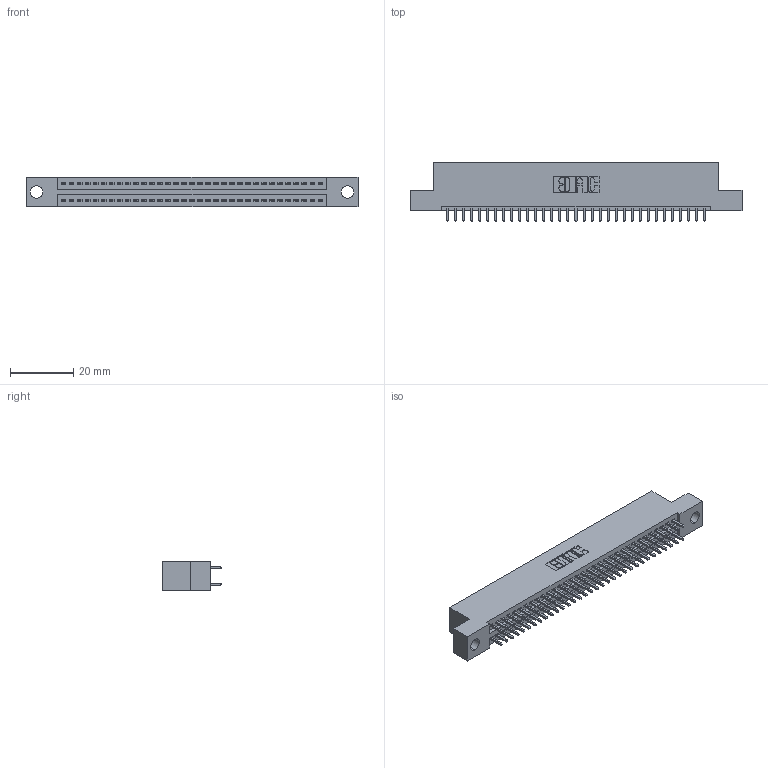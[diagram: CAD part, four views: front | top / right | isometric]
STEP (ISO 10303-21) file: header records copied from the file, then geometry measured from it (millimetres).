
FILE_DESCRIPTION (( 'STEP AP203' ), '1' );
FILE_NAME ('395-066-521-204.STEP', '2018-11-25T01:08:54', ( '' ), ( '' ), 'SwSTEP 2.0', 'SolidWorks 2016', '' );
FILE_SCHEMA (( 'CONFIG_CONTROL_DESIGN' ));
Length unit declared in the file: inch
Products named in the file (3): 395-066-521-204; 345-292-001_345-293-121; 345 Part_Flush Mounting Lugs - 0.156 Dia-TH
Assembly tree (67 placements, depth 2):
  395-066-521-204
    345 Part_Flush Mounting Lugs - 0.156 Dia-TH
    345-292-001_345-293-121  x66
Bounding box: 105.03 x 18.72 x 9.4 mm (x, y, z)
Volume: 10004.3 mm3; surface area: 14253.5 mm2
Topology: 67 solids, 67 shells, 3426 faces, 10175 edges, 6694 vertices
Faces by surface type: plane 2258, cylinder 1168
Entity records: 27125 total; most frequent: CARTESIAN_POINT 4556, ORIENTED_EDGE 4490, DIRECTION 4029, EDGE_CURVE 2245, VECTOR 1981, LINE 1981, VERTEX_POINT 1494, AXIS2_PLACEMENT_3D 1024
